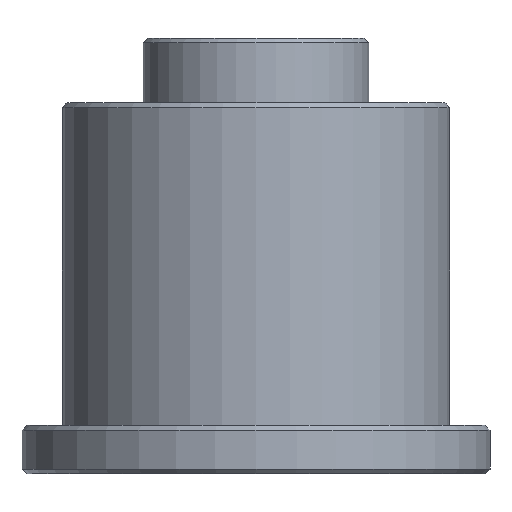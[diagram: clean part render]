
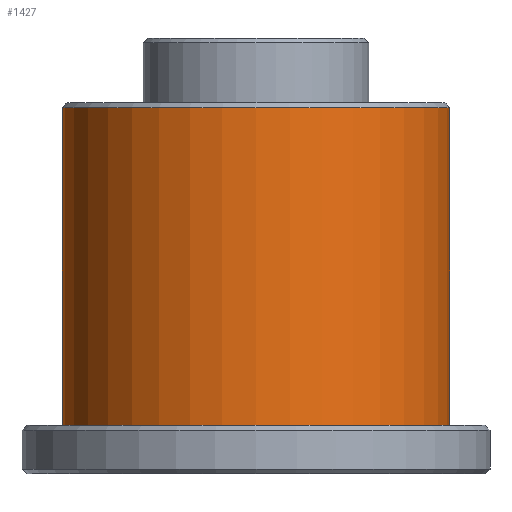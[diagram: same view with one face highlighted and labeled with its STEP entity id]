
A CAD part, front view. The second image highlights one B-rep face of the part: STEP entity #1427.
In plain terms, the highlighted cylindrical face has radius 12 mm (diameter 24 mm), a partial arc.
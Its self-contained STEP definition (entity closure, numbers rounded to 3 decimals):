
#25 = ORIENTED_EDGE ( 'NONE', *, *, #1831, .T. ) ;
#127 = DIRECTION ( 'NONE',  ( -1., 0., 0. ) ) ;
#185 = CIRCLE ( 'NONE', #1403, 12. ) ;
#227 = CIRCLE ( 'NONE', #1739, 12. ) ;
#391 = DIRECTION ( 'NONE',  ( -1., 0., 0. ) ) ;
#409 = LINE ( 'NONE', #1833, #821 ) ;
#434 = CARTESIAN_POINT ( 'NONE',  ( -12., 0., 3. ) ) ;
#453 = CARTESIAN_POINT ( 'NONE',  ( -12., 0., 23. ) ) ;
#496 = VERTEX_POINT ( 'NONE', #678 ) ;
#509 = EDGE_CURVE ( 'NONE', #1602, #1178, #227, .T. ) ;
#614 = CARTESIAN_POINT ( 'NONE',  ( 0., 0., 22.7 ) ) ;
#637 = DIRECTION ( 'NONE',  ( 0., 0., -1. ) ) ;
#644 = DIRECTION ( 'NONE',  ( 1., 0., 0. ) ) ;
#678 = CARTESIAN_POINT ( 'NONE',  ( 12., 0., 22.7 ) ) ;
#696 = ORIENTED_EDGE ( 'NONE', *, *, #1711, .F. ) ;
#776 = ORIENTED_EDGE ( 'NONE', *, *, #509, .F. ) ;
#811 = DIRECTION ( 'NONE',  ( 0., 0., -1. ) ) ;
#821 = VECTOR ( 'NONE', #1665, 1000. ) ;
#1127 = CYLINDRICAL_SURFACE ( 'NONE', #2236, 12. ) ;
#1141 = CARTESIAN_POINT ( 'NONE',  ( -12., 0., 22.7 ) ) ;
#1178 = VERTEX_POINT ( 'NONE', #434 ) ;
#1311 = EDGE_LOOP ( 'NONE', ( #696, #25, #2204, #776 ) ) ;
#1403 = AXIS2_PLACEMENT_3D ( 'NONE', #614, #811, #644 ) ;
#1427 = ADVANCED_FACE ( 'NONE', ( #1637 ), #1127, .T. ) ;
#1453 = CARTESIAN_POINT ( 'NONE',  ( 0., 0., 23. ) ) ;
#1602 = VERTEX_POINT ( 'NONE', #1626 ) ;
#1626 = CARTESIAN_POINT ( 'NONE',  ( 12., 0., 3. ) ) ;
#1637 = FACE_OUTER_BOUND ( 'NONE', #1311, .T. ) ;
#1665 = DIRECTION ( 'NONE',  ( 0., 0., -1. ) ) ;
#1670 = LINE ( 'NONE', #453, #1783 ) ;
#1711 = EDGE_CURVE ( 'NONE', #496, #1602, #409, .T. ) ;
#1726 = VERTEX_POINT ( 'NONE', #1141 ) ;
#1739 = AXIS2_PLACEMENT_3D ( 'NONE', #2250, #1902, #127 ) ;
#1783 = VECTOR ( 'NONE', #637, 1000. ) ;
#1831 = EDGE_CURVE ( 'NONE', #496, #1726, #185, .T. ) ;
#1833 = CARTESIAN_POINT ( 'NONE',  ( 12., 0., 23. ) ) ;
#1836 = EDGE_CURVE ( 'NONE', #1726, #1178, #1670, .T. ) ;
#1902 = DIRECTION ( 'NONE',  ( 0., 0., -1. ) ) ;
#2183 = DIRECTION ( 'NONE',  ( 0., 0., -1. ) ) ;
#2204 = ORIENTED_EDGE ( 'NONE', *, *, #1836, .T. ) ;
#2236 = AXIS2_PLACEMENT_3D ( 'NONE', #1453, #2183, #391 ) ;
#2250 = CARTESIAN_POINT ( 'NONE',  ( 0., 0., 3. ) ) ;
